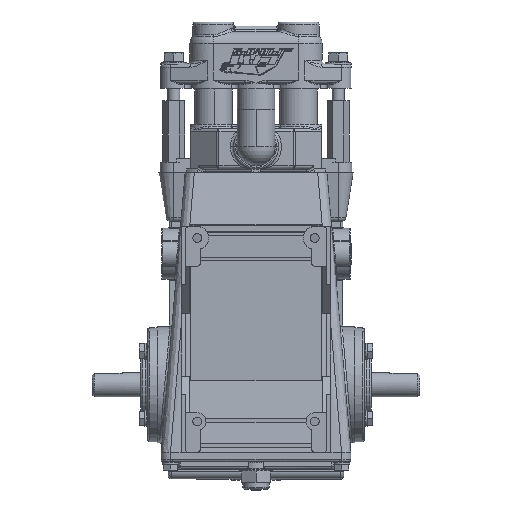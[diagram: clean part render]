
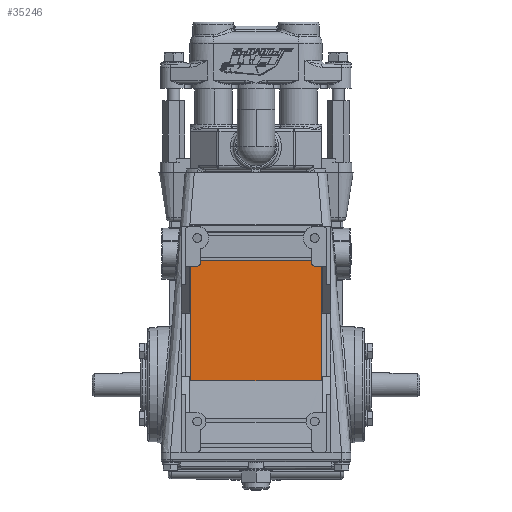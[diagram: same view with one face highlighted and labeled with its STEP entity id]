
A CAD part, front view. The second image highlights one B-rep face of the part: STEP entity #35246.
In plain terms, the highlighted planar face has unit normal (0, -1, 0).
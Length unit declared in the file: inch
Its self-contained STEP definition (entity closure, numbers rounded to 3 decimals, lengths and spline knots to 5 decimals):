
#796 = CARTESIAN_POINT ( 'NONE',  ( -1.99216, -1.49827, 4.4619 ) ) ;
#1174 = AXIS2_PLACEMENT_3D ( 'NONE', #796, #16041, #31335 ) ;
#1723 = CARTESIAN_POINT ( 'NONE',  ( 1.35284, -1.49827, 3.4319 ) ) ;
#2057 = CARTESIAN_POINT ( 'NONE',  ( -1.99216, -1.49827, 0.27521 ) ) ;
#2999 = CARTESIAN_POINT ( 'NONE',  ( -1.73716, -1.49827, 4.4019 ) ) ;
#3050 = CARTESIAN_POINT ( 'NONE',  ( -1.73716, -1.49827, 3.4819 ) ) ;
#3222 = CARTESIAN_POINT ( 'NONE',  ( -2.13716, -1.49827, 3.3319 ) ) ;
#3238 = LINE ( 'NONE', #18502, #44372 ) ;
#3727 = AXIS2_PLACEMENT_3D ( 'NONE', #6275, #17786, #33065 ) ;
#4128 = VECTOR ( 'NONE', #29849, 39.37008 ) ;
#4567 = VERTEX_POINT ( 'NONE', #49372 ) ;
#5078 = CARTESIAN_POINT ( 'NONE',  ( 1.50784, -1.49827, 4.4619 ) ) ;
#5613 = VERTEX_POINT ( 'NONE', #44677 ) ;
#5910 = VECTOR ( 'NONE', #20343, 39.37008 ) ;
#6275 = CARTESIAN_POINT ( 'NONE',  ( -1.83716, -1.49827, 3.4319 ) ) ;
#6404 = ORIENTED_EDGE ( 'NONE', *, *, #48416, .T. ) ;
#7360 = LINE ( 'NONE', #22626, #42817 ) ;
#7377 = LINE ( 'NONE', #22651, #44606 ) ;
#7505 = EDGE_CURVE ( 'NONE', #35136, #4567, #43053, .T. ) ;
#8341 = VERTEX_POINT ( 'NONE', #40206 ) ;
#8726 = CARTESIAN_POINT ( 'NONE',  ( 1.25284, -1.49827, 3.4819 ) ) ;
#11392 = EDGE_LOOP ( 'NONE', ( #6404, #31242, #37486, #45018, #49582, #22521, #29283, #38357, #22571, #37369 ) ) ;
#13191 = CARTESIAN_POINT ( 'NONE',  ( 1.50784, -1.49827, 3.3319 ) ) ;
#14550 = CARTESIAN_POINT ( 'NONE',  ( -0.24216, -1.49827, 0.27521 ) ) ;
#16041 = DIRECTION ( 'NONE',  ( 0., 1., 0. ) ) ;
#16491 = VECTOR ( 'NONE', #18259, 39.37008 ) ;
#16971 = DIRECTION ( 'NONE',  ( 0., 1., 0. ) ) ;
#17519 = VERTEX_POINT ( 'NONE', #38243 ) ;
#17786 = DIRECTION ( 'NONE',  ( 0., 1., 0. ) ) ;
#18259 = DIRECTION ( 'NONE',  ( 0., 0., 1. ) ) ;
#18278 = EDGE_CURVE ( 'NONE', #32025, #8341, #39395, .T. ) ;
#18487 = DIRECTION ( 'NONE',  ( 1., 0., 0. ) ) ;
#18502 = CARTESIAN_POINT ( 'NONE',  ( 1.25284, -1.49827, 4.4019 ) ) ;
#19603 = AXIS2_PLACEMENT_3D ( 'NONE', #1723, #16971, #32256 ) ;
#19822 = FACE_OUTER_BOUND ( 'NONE', #11392, .T. ) ;
#20343 = DIRECTION ( 'NONE',  ( 0., 0., -1. ) ) ;
#22031 = EDGE_CURVE ( 'NONE', #45628, #8341, #48886, .T. ) ;
#22521 = ORIENTED_EDGE ( 'NONE', *, *, #48087, .F. ) ;
#22571 = ORIENTED_EDGE ( 'NONE', *, *, #44595, .T. ) ;
#22626 = CARTESIAN_POINT ( 'NONE',  ( -1.99216, -1.49827, 4.4619 ) ) ;
#22651 = CARTESIAN_POINT ( 'NONE',  ( 1.25284, -1.49827, 3.3319 ) ) ;
#24005 = DIRECTION ( 'NONE',  ( 1., 0., 0. ) ) ;
#24637 = VERTEX_POINT ( 'NONE', #31332 ) ;
#24863 = CARTESIAN_POINT ( 'NONE',  ( -1.99216, -1.49827, 3.3319 ) ) ;
#25183 = VERTEX_POINT ( 'NONE', #37452 ) ;
#25318 = CIRCLE ( 'NONE', #3727, 0.1 ) ;
#29283 = ORIENTED_EDGE ( 'NONE', *, *, #7505, .F. ) ;
#29849 = DIRECTION ( 'NONE',  ( 1., 0., 0. ) ) ;
#30550 = VECTOR ( 'NONE', #24005, 39.37008 ) ;
#31242 = ORIENTED_EDGE ( 'NONE', *, *, #22031, .T. ) ;
#31332 = CARTESIAN_POINT ( 'NONE',  ( -1.73716, -1.49827, 3.4319 ) ) ;
#31335 = DIRECTION ( 'NONE',  ( -1., 0., 0. ) ) ;
#32025 = VERTEX_POINT ( 'NONE', #13191 ) ;
#32256 = DIRECTION ( 'NONE',  ( -1., 0., 0. ) ) ;
#33065 = DIRECTION ( 'NONE',  ( -1., 0., 0. ) ) ;
#33771 = DIRECTION ( 'NONE',  ( 0., 0., -1. ) ) ;
#34477 = EDGE_CURVE ( 'NONE', #35035, #17519, #37514, .T. ) ;
#35035 = VERTEX_POINT ( 'NONE', #24863 ) ;
#35093 = PLANE ( 'NONE',  #1174 ) ;
#35136 = VERTEX_POINT ( 'NONE', #3050 ) ;
#35246 = ADVANCED_FACE ( 'NONE', ( #19822 ), #35093, .F. ) ;
#37302 = LINE ( 'NONE', #2999, #16491 ) ;
#37369 = ORIENTED_EDGE ( 'NONE', *, *, #34477, .F. ) ;
#37452 = CARTESIAN_POINT ( 'NONE',  ( 1.35284, -1.49827, 3.3319 ) ) ;
#37486 = ORIENTED_EDGE ( 'NONE', *, *, #18278, .F. ) ;
#37514 = LINE ( 'NONE', #3222, #42709 ) ;
#37907 = DIRECTION ( 'NONE',  ( 0., 0., -1. ) ) ;
#37933 = DIRECTION ( 'NONE',  ( 1., 0., 0. ) ) ;
#38243 = CARTESIAN_POINT ( 'NONE',  ( -1.83716, -1.49827, 3.3319 ) ) ;
#38357 = ORIENTED_EDGE ( 'NONE', *, *, #41331, .F. ) ;
#39395 = LINE ( 'NONE', #5078, #5910 ) ;
#40206 = CARTESIAN_POINT ( 'NONE',  ( 1.50784, -1.49827, 0.27521 ) ) ;
#41190 = CIRCLE ( 'NONE', #19603, 0.1 ) ;
#41331 = EDGE_CURVE ( 'NONE', #24637, #35136, #37302, .T. ) ;
#42506 = EDGE_CURVE ( 'NONE', #25183, #32025, #7377, .T. ) ;
#42709 = VECTOR ( 'NONE', #18487, 39.37008 ) ;
#42817 = VECTOR ( 'NONE', #37907, 39.37008 ) ;
#43053 = LINE ( 'NONE', #8726, #30550 ) ;
#44372 = VECTOR ( 'NONE', #33771, 39.37008 ) ;
#44595 = EDGE_CURVE ( 'NONE', #24637, #17519, #25318, .T. ) ;
#44606 = VECTOR ( 'NONE', #37933, 39.37008 ) ;
#44677 = CARTESIAN_POINT ( 'NONE',  ( 1.25284, -1.49827, 3.4319 ) ) ;
#45018 = ORIENTED_EDGE ( 'NONE', *, *, #42506, .F. ) ;
#45628 = VERTEX_POINT ( 'NONE', #2057 ) ;
#48087 = EDGE_CURVE ( 'NONE', #4567, #5613, #3238, .T. ) ;
#48281 = EDGE_CURVE ( 'NONE', #25183, #5613, #41190, .T. ) ;
#48416 = EDGE_CURVE ( 'NONE', #35035, #45628, #7360, .T. ) ;
#48886 = LINE ( 'NONE', #14550, #4128 ) ;
#49372 = CARTESIAN_POINT ( 'NONE',  ( 1.25284, -1.49827, 3.4819 ) ) ;
#49582 = ORIENTED_EDGE ( 'NONE', *, *, #48281, .T. ) ;
